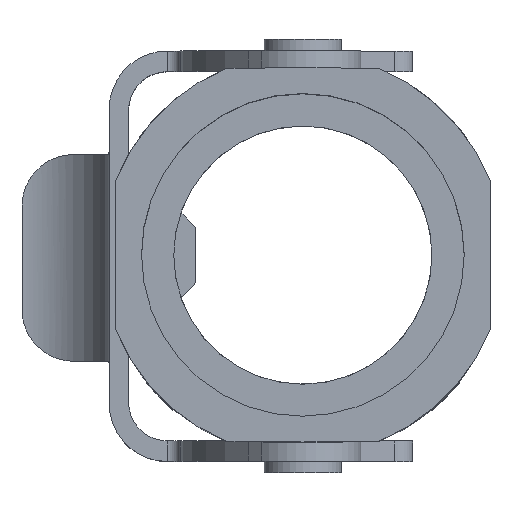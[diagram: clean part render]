
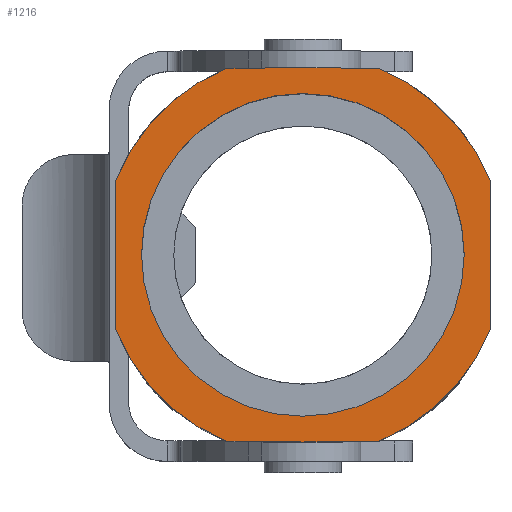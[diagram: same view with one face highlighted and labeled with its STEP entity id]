
A CAD part, top view. The second image highlights one B-rep face of the part: STEP entity #1216.
In plain terms, the highlighted planar face has unit normal (0, 0, 1).
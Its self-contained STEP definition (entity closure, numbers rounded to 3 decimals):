
#1130=FACE_BOUND('',#1827,.T.);
#1131=FACE_BOUND('',#1828,.T.);
#1216=ADVANCED_FACE('',(#1130,#1131),#1457,.T.);
#1457=PLANE('',#5537);
#1827=EDGE_LOOP('',(#2271,#2272,#2273,#2274,#2275,#2276,#2277,#2278,#2279,
#2280));
#1828=EDGE_LOOP('',(#2281));
#2271=ORIENTED_EDGE('',*,*,#3870,.F.);
#2272=ORIENTED_EDGE('',*,*,#3871,.F.);
#2273=ORIENTED_EDGE('',*,*,#3872,.F.);
#2274=ORIENTED_EDGE('',*,*,#3817,.F.);
#2275=ORIENTED_EDGE('',*,*,#3873,.F.);
#2276=ORIENTED_EDGE('',*,*,#3874,.T.);
#2277=ORIENTED_EDGE('',*,*,#3875,.T.);
#2278=ORIENTED_EDGE('',*,*,#3876,.F.);
#2279=ORIENTED_EDGE('',*,*,#3877,.T.);
#2280=ORIENTED_EDGE('',*,*,#3878,.F.);
#2281=ORIENTED_EDGE('',*,*,#3868,.T.);
#3413=VERTEX_POINT('',#7075);
#3414=VERTEX_POINT('',#7077);
#3455=VERTEX_POINT('',#7254);
#3457=VERTEX_POINT('',#7259);
#3458=VERTEX_POINT('',#7260);
#3459=VERTEX_POINT('',#7262);
#3460=VERTEX_POINT('',#7265);
#3461=VERTEX_POINT('',#7267);
#3462=VERTEX_POINT('',#7269);
#3463=VERTEX_POINT('',#7271);
#3464=VERTEX_POINT('',#7273);
#3817=EDGE_CURVE('',#3413,#3414,#4410,.T.);
#3868=EDGE_CURVE('',#3455,#3455,#5199,.T.);
#3870=EDGE_CURVE('',#3457,#3458,#4438,.T.);
#3871=EDGE_CURVE('',#3459,#3457,#4439,.T.);
#3872=EDGE_CURVE('',#3414,#3459,#5201,.T.);
#3873=EDGE_CURVE('',#3460,#3413,#5202,.T.);
#3874=EDGE_CURVE('',#3460,#3461,#4440,.T.);
#3875=EDGE_CURVE('',#3461,#3462,#4441,.T.);
#3876=EDGE_CURVE('',#3463,#3462,#5203,.T.);
#3877=EDGE_CURVE('',#3463,#3464,#4442,.T.);
#3878=EDGE_CURVE('',#3458,#3464,#5204,.T.);
#4410=LINE('',#7076,#4807);
#4438=LINE('',#7258,#4835);
#4439=LINE('',#7261,#4836);
#4440=LINE('',#7266,#4837);
#4441=LINE('',#7268,#4838);
#4442=LINE('',#7272,#4839);
#4807=VECTOR('',#5920,1.);
#4835=VECTOR('',#5986,1.);
#4836=VECTOR('',#5987,1.);
#4837=VECTOR('',#5992,1.);
#4838=VECTOR('',#5993,1.);
#4839=VECTOR('',#5996,1.);
#5199=CIRCLE('',#5530,12.5);
#5201=CIRCLE('',#5533,15.6);
#5202=CIRCLE('',#5534,15.6);
#5203=CIRCLE('',#5535,15.6);
#5204=CIRCLE('',#5536,15.6);
#5530=AXIS2_PLACEMENT_3D('',#7253,#5980,#5981);
#5533=AXIS2_PLACEMENT_3D('',#7263,#5988,#5989);
#5534=AXIS2_PLACEMENT_3D('',#7264,#5990,#5991);
#5535=AXIS2_PLACEMENT_3D('',#7270,#5994,#5995);
#5536=AXIS2_PLACEMENT_3D('',#7274,#5997,#5998);
#5537=AXIS2_PLACEMENT_3D('',#7275,#5999,#6000);
#5920=DIRECTION('',(0.,-1.,0.));
#5980=DIRECTION('',(0.,0.,-1.));
#5981=DIRECTION('',(1.,0.,0.));
#5986=DIRECTION('',(-1.,0.009,0.));
#5987=DIRECTION('',(-1.,-0.009,0.));
#5988=DIRECTION('',(0.,0.,-1.));
#5989=DIRECTION('',(1.,0.,0.));
#5990=DIRECTION('',(0.,0.,-1.));
#5991=DIRECTION('',(1.,0.,0.));
#5992=DIRECTION('',(-1.,0.009,0.));
#5993=DIRECTION('',(-1.,-0.009,0.));
#5994=DIRECTION('',(0.,0.,-1.));
#5995=DIRECTION('',(1.,0.,0.));
#5996=DIRECTION('',(0.,-1.,0.));
#5997=DIRECTION('',(0.,0.,-1.));
#5998=DIRECTION('',(1.,0.,0.));
#5999=DIRECTION('',(0.,0.,1.));
#6000=DIRECTION('',(1.,0.,0.));
#7075=CARTESIAN_POINT('',(14.5,5.754,58.45));
#7076=CARTESIAN_POINT('',(14.5,-14.5,58.45));
#7077=CARTESIAN_POINT('',(14.5,-5.754,58.45));
#7253=CARTESIAN_POINT('',(0.,0.,58.45));
#7254=CARTESIAN_POINT('',(12.5,0.,58.45));
#7258=CARTESIAN_POINT('',(-14.499,-14.373,58.45));
#7259=CARTESIAN_POINT('',(0.,-14.5,58.45));
#7260=CARTESIAN_POINT('',(-5.882,-14.449,58.45));
#7261=CARTESIAN_POINT('',(0.,-14.5,58.45));
#7262=CARTESIAN_POINT('',(5.882,-14.449,58.45));
#7263=CARTESIAN_POINT('',(0.,0.,58.45));
#7264=CARTESIAN_POINT('',(0.,0.,58.45));
#7265=CARTESIAN_POINT('',(5.882,14.449,58.45));
#7266=CARTESIAN_POINT('',(0.,14.5,58.45));
#7267=CARTESIAN_POINT('',(0.,14.5,58.45));
#7268=CARTESIAN_POINT('',(-14.752,14.371,58.45));
#7269=CARTESIAN_POINT('',(-5.882,14.449,58.45));
#7270=CARTESIAN_POINT('',(0.,0.,58.45));
#7271=CARTESIAN_POINT('',(-14.5,5.754,58.45));
#7272=CARTESIAN_POINT('',(-14.5,-14.5,58.45));
#7273=CARTESIAN_POINT('',(-14.5,-5.754,58.45));
#7274=CARTESIAN_POINT('',(0.,0.,58.45));
#7275=CARTESIAN_POINT('',(-14.5,-14.5,58.45));
